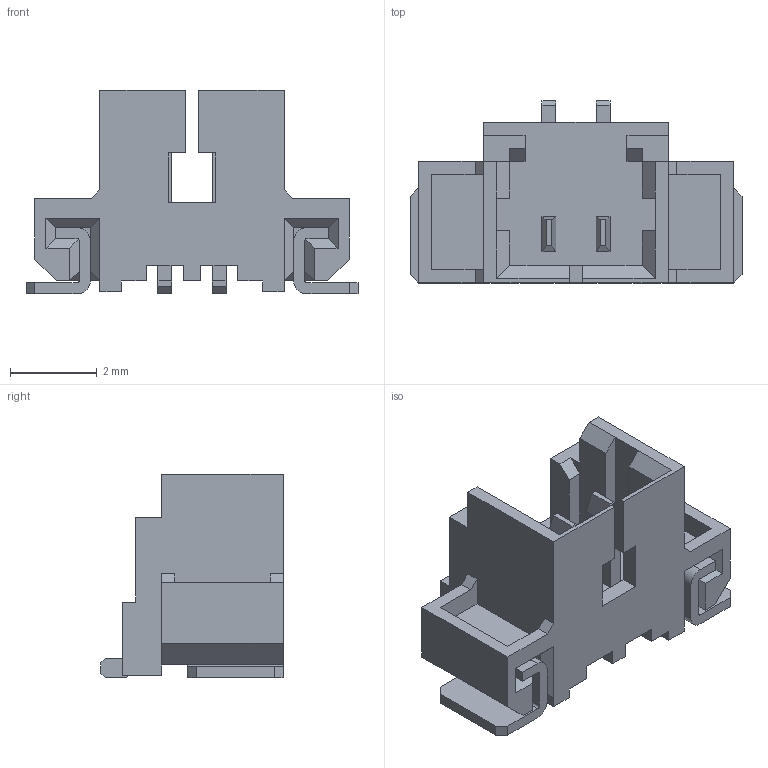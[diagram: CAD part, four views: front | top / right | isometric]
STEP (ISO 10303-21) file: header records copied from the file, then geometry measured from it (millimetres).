
FILE_DESCRIPTION (( 'STEP AP214' ), '1' );
FILE_NAME ('533980271.STEP', '2021-11-27T22:10:21', ( 'AVRASM1234' ), ( '' ), 'SwSTEP 2.0', 'SolidWorks 2017', '' );
FILE_SCHEMA (( 'AUTOMOTIVE_DESIGN' ));
Length unit declared in the file: millimetre
Products named in the file (1): 533980271
Bounding box: 7.65 x 4.2 x 4.7 mm (x, y, z)
Volume: 50 mm3; surface area: 235 mm2
Topology: 5 solids, 5 shells, 202 faces, 542 edges, 350 vertices
Faces by surface type: plane 194, cylinder 8
Entity records: 6888 total; most frequent: CARTESIAN_POINT 1095, ORIENTED_EDGE 1084, DIRECTION 964, EDGE_CURVE 542, LINE 526, VECTOR 526, VERTEX_POINT 350, AXIS2_PLACEMENT_3D 219
